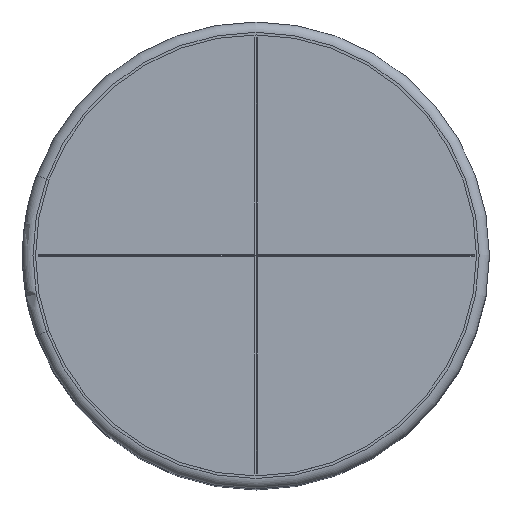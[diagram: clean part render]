
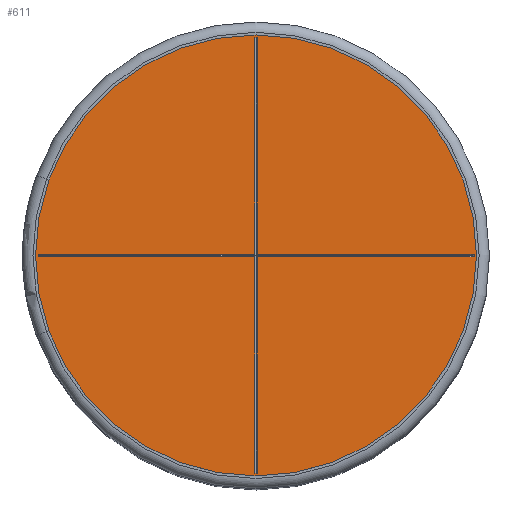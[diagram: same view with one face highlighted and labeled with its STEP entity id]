
A CAD part, top view. The second image highlights one B-rep face of the part: STEP entity #611.
In plain terms, the highlighted planar face has unit normal (0, 0, 1).
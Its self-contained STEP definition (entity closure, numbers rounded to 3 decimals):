
#611=ADVANCED_FACE('',(#1348,#1350),#1352,.T.);
#1348=FACE_BOUND('',#1349,.T.);
#1349=EDGE_LOOP('',(#1963));
#1350=FACE_BOUND('',#1351,.T.);
#1351=EDGE_LOOP('',(#1964,#1965,#1966,#1967,#1968,#1969,#1970,#1971,#1972,#1973,
#1974,#1975));
#1352=PLANE('',#1353);
#1353=AXIS2_PLACEMENT_3D('',#1354,#1355,#1356);
#1354=CARTESIAN_POINT('',(0.,0.,24.9));
#1355=DIRECTION('',(0.,0.,1.));
#1356=DIRECTION('',(1.,0.,0.));
#1963=ORIENTED_EDGE('',*,*,#2283,.T.);
#1964=ORIENTED_EDGE('',*,*,#2311,.T.);
#1965=ORIENTED_EDGE('',*,*,#2312,.T.);
#1966=ORIENTED_EDGE('',*,*,#2313,.T.);
#1967=ORIENTED_EDGE('',*,*,#2314,.T.);
#1968=ORIENTED_EDGE('',*,*,#2315,.T.);
#1969=ORIENTED_EDGE('',*,*,#2316,.T.);
#1970=ORIENTED_EDGE('',*,*,#2317,.T.);
#1971=ORIENTED_EDGE('',*,*,#2318,.T.);
#1972=ORIENTED_EDGE('',*,*,#2319,.T.);
#1973=ORIENTED_EDGE('',*,*,#2320,.T.);
#1974=ORIENTED_EDGE('',*,*,#2321,.T.);
#1975=ORIENTED_EDGE('',*,*,#2322,.T.);
#2283=EDGE_CURVE('',#2668,#2668,#2669,.T.);
#2311=EDGE_CURVE('',#2710,#2711,#2712,.F.);
#2312=EDGE_CURVE('',#2711,#2713,#2714,.F.);
#2313=EDGE_CURVE('',#2713,#2715,#2716,.F.);
#2314=EDGE_CURVE('',#2715,#2717,#2718,.F.);
#2315=EDGE_CURVE('',#2717,#2719,#2720,.F.);
#2316=EDGE_CURVE('',#2719,#2721,#2722,.F.);
#2317=EDGE_CURVE('',#2721,#2723,#2724,.F.);
#2318=EDGE_CURVE('',#2723,#2725,#2726,.F.);
#2319=EDGE_CURVE('',#2725,#2727,#2728,.F.);
#2320=EDGE_CURVE('',#2727,#2729,#2730,.F.);
#2321=EDGE_CURVE('',#2729,#2731,#2732,.F.);
#2322=EDGE_CURVE('',#2731,#2710,#2733,.F.);
#2668=VERTEX_POINT('',#3918);
#2669=CIRCLE('',#3919,8.5);
#2710=VERTEX_POINT('',#4126);
#2711=VERTEX_POINT('',#4127);
#2712=LINE('',#4128,#4129);
#2713=VERTEX_POINT('',#4131);
#2714=LINE('',#4132,#4133);
#2715=VERTEX_POINT('',#4135);
#2716=LINE('',#4136,#4137);
#2717=VERTEX_POINT('',#4139);
#2718=LINE('',#4140,#4141);
#2719=VERTEX_POINT('',#4143);
#2720=LINE('',#4144,#4145);
#2721=VERTEX_POINT('',#4147);
#2722=LINE('',#4148,#4149);
#2723=VERTEX_POINT('',#4151);
#2724=LINE('',#4152,#4153);
#2725=VERTEX_POINT('',#4155);
#2726=LINE('',#4156,#4157);
#2727=VERTEX_POINT('',#4159);
#2728=LINE('',#4160,#4161);
#2729=VERTEX_POINT('',#4163);
#2730=LINE('',#4164,#4165);
#2731=VERTEX_POINT('',#4167);
#2732=LINE('',#4168,#4169);
#2733=LINE('',#4171,#4172);
#3918=CARTESIAN_POINT('',(8.5,0.,24.9));
#3919=AXIS2_PLACEMENT_3D('',#3920,#3921,#3922);
#3920=CARTESIAN_POINT('',(0.,0.,24.9));
#3921=DIRECTION('',(0.,0.,1.));
#3922=DIRECTION('',(1.,0.,0.));
#4126=CARTESIAN_POINT('',(-0.046,-0.05,24.9));
#4127=CARTESIAN_POINT('',(-8.396,-0.05,24.9));
#4128=CARTESIAN_POINT('',(-8.396,-0.05,24.9));
#4129=VECTOR('',#4130,1.);
#4130=DIRECTION('',(1.,0.,0.));
#4131=CARTESIAN_POINT('',(-8.396,0.05,24.9));
#4132=CARTESIAN_POINT('',(-8.396,0.05,24.9));
#4133=VECTOR('',#4134,1.);
#4134=DIRECTION('',(0.,-1.,0.));
#4135=CARTESIAN_POINT('',(-0.046,0.05,24.9));
#4136=CARTESIAN_POINT('',(-0.046,0.05,24.9));
#4137=VECTOR('',#4138,1.);
#4138=DIRECTION('',(-1.,0.,0.));
#4139=CARTESIAN_POINT('',(-0.046,8.4,24.9));
#4140=CARTESIAN_POINT('',(-0.046,8.4,24.9));
#4141=VECTOR('',#4142,1.);
#4142=DIRECTION('',(0.,-1.,0.));
#4143=CARTESIAN_POINT('',(0.054,8.4,24.9));
#4144=CARTESIAN_POINT('',(0.054,8.4,24.9));
#4145=VECTOR('',#4146,1.);
#4146=DIRECTION('',(-1.,0.,0.));
#4147=CARTESIAN_POINT('',(0.054,0.05,24.9));
#4148=CARTESIAN_POINT('',(0.054,0.05,24.9));
#4149=VECTOR('',#4150,1.);
#4150=DIRECTION('',(0.,1.,0.));
#4151=CARTESIAN_POINT('',(8.404,0.05,24.9));
#4152=CARTESIAN_POINT('',(8.404,0.05,24.9));
#4153=VECTOR('',#4154,1.);
#4154=DIRECTION('',(-1.,0.,0.));
#4155=CARTESIAN_POINT('',(8.404,-0.05,24.9));
#4156=CARTESIAN_POINT('',(8.404,-0.05,24.9));
#4157=VECTOR('',#4158,1.);
#4158=DIRECTION('',(0.,1.,0.));
#4159=CARTESIAN_POINT('',(0.054,-0.05,24.9));
#4160=CARTESIAN_POINT('',(0.054,-0.05,24.9));
#4161=VECTOR('',#4162,1.);
#4162=DIRECTION('',(1.,0.,0.));
#4163=CARTESIAN_POINT('',(0.054,-8.4,24.9));
#4164=CARTESIAN_POINT('',(0.054,-8.4,24.9));
#4165=VECTOR('',#4166,1.);
#4166=DIRECTION('',(0.,1.,0.));
#4167=CARTESIAN_POINT('',(-0.046,-8.4,24.9));
#4168=CARTESIAN_POINT('',(-0.046,-8.4,24.9));
#4169=VECTOR('',#4170,1.);
#4170=DIRECTION('',(1.,0.,0.));
#4171=CARTESIAN_POINT('',(-0.046,-0.05,24.9));
#4172=VECTOR('',#4173,1.);
#4173=DIRECTION('',(0.,-1.,0.));
